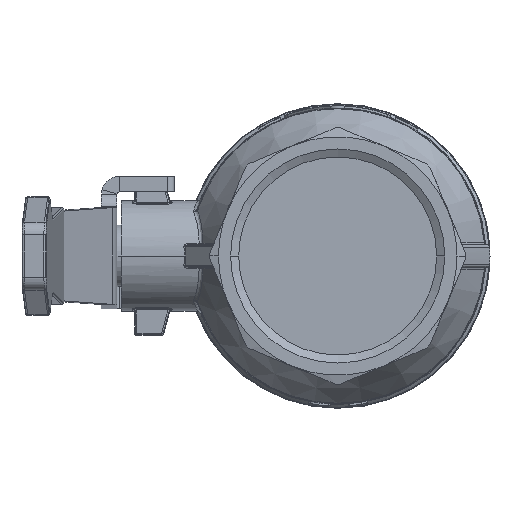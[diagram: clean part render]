
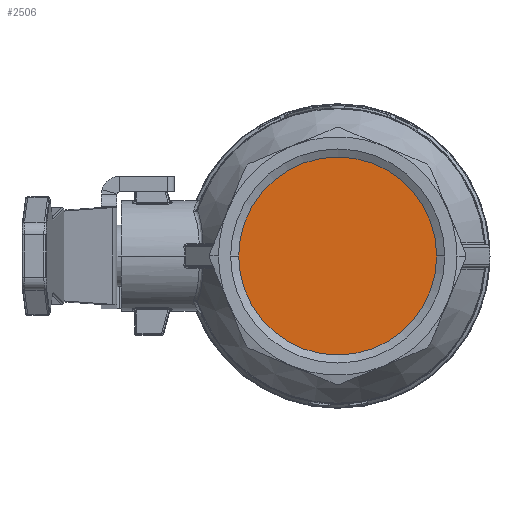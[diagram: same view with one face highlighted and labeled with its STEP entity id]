
A CAD part, left-side view. The second image highlights one B-rep face of the part: STEP entity #2506.
In plain terms, the highlighted planar face has unit normal (-1, 0, 0).
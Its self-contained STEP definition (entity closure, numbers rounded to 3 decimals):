
#2506=ADVANCED_FACE('',(#5581),#5582,.F.);
#5581=FACE_OUTER_BOUND('',#11607,.T.);
#5582=PLANE('',#11608);
#11607=EDGE_LOOP('',(#20501,#20502));
#11608=AXIS2_PLACEMENT_3D('',#20503,#20504,#20505);
#20501=ORIENTED_EDGE('',*,*,#25273,.T.);
#20502=ORIENTED_EDGE('',*,*,#27471,.T.);
#20503=CARTESIAN_POINT('',(-29.0,20.711,0.));
#20504=DIRECTION('',(1.0,0.0,0.0));
#20505=DIRECTION('',(0.0,1.0,-0.0));
#25273=EDGE_CURVE('',#29716,#29720,#29722,.T.);
#27471=EDGE_CURVE('',#29720,#29716,#32945,.T.);
#29716=VERTEX_POINT('',#36418);
#29720=VERTEX_POINT('',#36423);
#29722=CIRCLE('',#36426,22.423);
#32945=CIRCLE('',#44015,22.423);
#36418=CARTESIAN_POINT('',(-29.0,22.423,0.));
#36423=CARTESIAN_POINT('',(-29.0,-22.423,0.));
#36426=AXIS2_PLACEMENT_3D('',#49653,#49654,#49655);
#44015=AXIS2_PLACEMENT_3D('',#51845,#51846,#51847);
#49653=CARTESIAN_POINT('',(-29.0,0.,0.));
#49654=DIRECTION('',(-1.0,0.0,0.0));
#49655=DIRECTION('',(0.0,1.0,0.0));
#51845=CARTESIAN_POINT('',(-29.0,0.,0.));
#51846=DIRECTION('',(-1.0,0.0,0.0));
#51847=DIRECTION('',(0.0,1.0,0.0));
